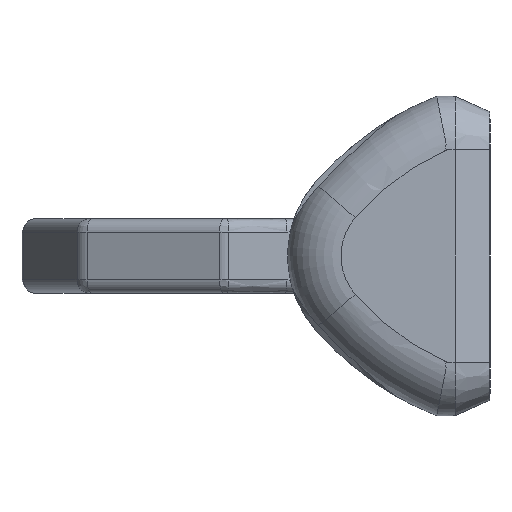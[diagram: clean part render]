
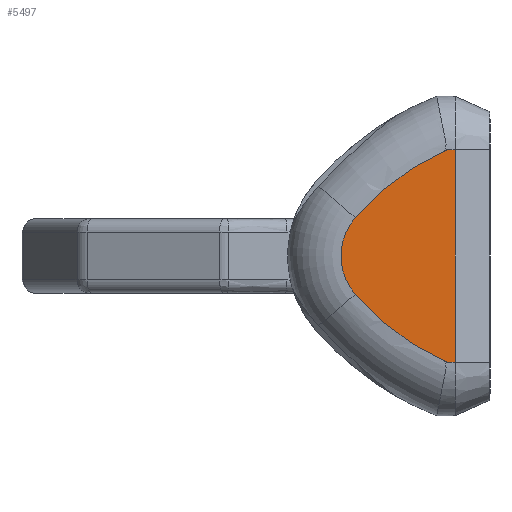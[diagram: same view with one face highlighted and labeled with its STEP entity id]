
A CAD part, left-side view. The second image highlights one B-rep face of the part: STEP entity #5497.
In plain terms, the highlighted face is planar.
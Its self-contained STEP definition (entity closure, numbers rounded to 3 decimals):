
#608=CARTESIAN_POINT('',(0.,17.,30.));
#609=DIRECTION('',(0.,0.,1.));
#610=DIRECTION('',(0.654,0.757,0.));
#611=AXIS2_PLACEMENT_3D('',#608,#609,#610);
#648=DIRECTION('',(0.,-1.,0.));
#649=VECTOR('',#648,1.467);
#650=CARTESIAN_POINT('',(-20.,7.997,30.));
#651=LINE('',#650,#649);
#652=CARTESIAN_POINT('',(24.843,-11.755,30.));
#653=DIRECTION('',(0.,0.,-1.));
#654=DIRECTION('',(-0.915,0.403,0.));
#655=AXIS2_PLACEMENT_3D('',#652,#653,#654);
#657=CARTESIAN_POINT('',(-24.843,-11.755,30.));
#658=DIRECTION('',(0.,0.,1.));
#659=DIRECTION('',(0.915,0.403,0.));
#660=AXIS2_PLACEMENT_3D('',#657,#658,#659);
#662=DIRECTION('',(0.,-1.,0.));
#663=VECTOR('',#662,1.467);
#664=CARTESIAN_POINT('',(20.,7.997,30.));
#665=LINE('',#664,#663);
#670=DIRECTION('',(1.,0.,0.));
#671=VECTOR('',#670,40.);
#672=CARTESIAN_POINT('',(-20.,6.53,30.));
#673=LINE('',#672,#671);
#729=CARTESIAN_POINT('',(20.,7.997,30.));
#4489=CARTESIAN_POINT('',(-20.,7.997,30.));
#4490=CARTESIAN_POINT('',(-20.,6.53,30.));
#4491=VERTEX_POINT('',#4489);
#4492=VERTEX_POINT('',#4490);
#4495=CARTESIAN_POINT('',(-7.191,25.324,30.));
#4497=VERTEX_POINT('',#4495);
#4499=CARTESIAN_POINT('',(7.191,25.324,30.));
#4501=VERTEX_POINT('',#4499);
#5095=VERTEX_POINT('',#729);
#5097=CARTESIAN_POINT('',(20.,6.53,30.));
#5098=VERTEX_POINT('',#5097);
#5479=CARTESIAN_POINT('',(0.,0.,30.));
#5480=DIRECTION('',(0.,0.,-1.));
#5481=DIRECTION('',(-1.,0.,0.));
#5482=AXIS2_PLACEMENT_3D('',#5479,#5480,#5481);
#5483=PLANE('',#5482);
#5485=ORIENTED_EDGE('',*,*,#5484,.F.);
#5487=ORIENTED_EDGE('',*,*,#5486,.F.);
#5489=ORIENTED_EDGE('',*,*,#5488,.T.);
#5490=ORIENTED_EDGE('',*,*,#5466,.F.);
#5492=ORIENTED_EDGE('',*,*,#5491,.F.);
#5494=ORIENTED_EDGE('',*,*,#5493,.T.);
#5495=EDGE_LOOP('',(#5485,#5487,#5489,#5490,#5492,#5494));
#5496=FACE_OUTER_BOUND('',#5495,.F.);
#5497=ADVANCED_FACE('',(#5496),#5483,.F.);
#612=CIRCLE('',#611,11.);
#656=CIRCLE('',#655,49.);
#661=CIRCLE('',#660,49.);
#5466=EDGE_CURVE('',#4501,#4497,#612,.T.);
#5484=EDGE_CURVE('',#4492,#5098,#673,.T.);
#5486=EDGE_CURVE('',#4491,#4492,#651,.T.);
#5488=EDGE_CURVE('',#4491,#4497,#656,.T.);
#5491=EDGE_CURVE('',#5095,#4501,#661,.T.);
#5493=EDGE_CURVE('',#5095,#5098,#665,.T.);
